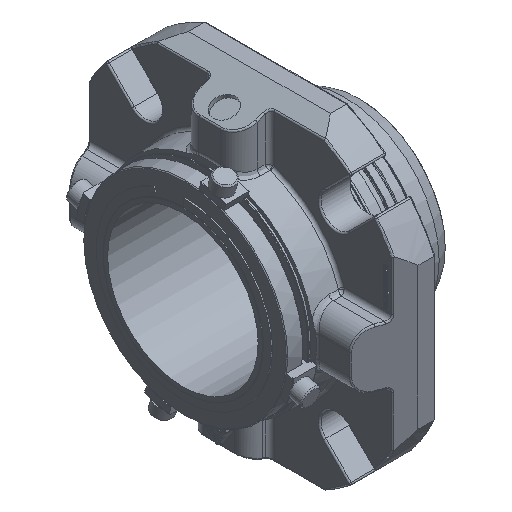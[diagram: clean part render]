
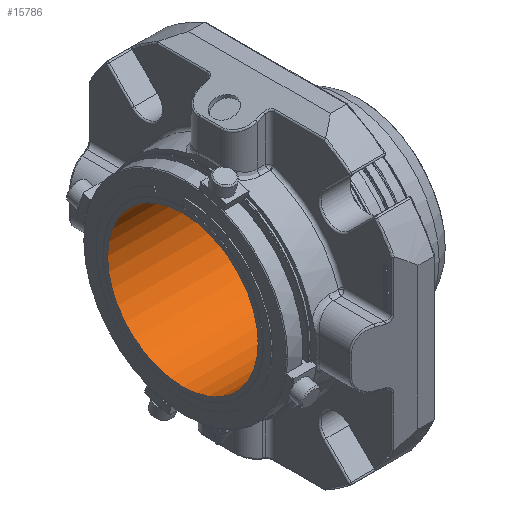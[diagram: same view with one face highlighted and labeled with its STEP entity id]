
A CAD part, isometric view. The second image highlights one B-rep face of the part: STEP entity #15786.
In plain terms, the highlighted cylindrical face has radius 49.212 mm (diameter 98.425 mm), a full revolution.
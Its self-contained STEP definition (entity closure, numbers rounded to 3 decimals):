
#3422=ORIENTED_EDGE('',*,*,#8382,.T.);
#3423=ORIENTED_EDGE('',*,*,#8383,.T.);
#8382=EDGE_CURVE('',#10862,#10862,#12442,.F.);
#8383=EDGE_CURVE('',#10863,#10863,#12443,.F.);
#10862=VERTEX_POINT('',#22709);
#10863=VERTEX_POINT('',#22711);
#12442=CIRCLE('',#16794,49.213);
#12443=CIRCLE('',#16795,49.213);
#13244=EDGE_LOOP('',(#3422));
#13245=EDGE_LOOP('',(#3423));
#14356=FACE_BOUND('',#13244,.T.);
#14357=FACE_BOUND('',#13245,.T.);
#15468=CYLINDRICAL_SURFACE('',#16793,49.213);
#15786=ADVANCED_FACE('',(#14356,#14357),#15468,.F.);
#16793=AXIS2_PLACEMENT_3D('',#22707,#18416,#18417);
#16794=AXIS2_PLACEMENT_3D('',#22708,#18418,#18419);
#16795=AXIS2_PLACEMENT_3D('',#22710,#18420,#18421);
#18416=DIRECTION('',(-1.,0.,0.));
#18417=DIRECTION('',(0.,0.,1.));
#18418=DIRECTION('',(1.,0.,0.));
#18419=DIRECTION('',(0.,1.,0.));
#18420=DIRECTION('',(-1.,0.,0.));
#18421=DIRECTION('',(0.,-1.,0.));
#22707=CARTESIAN_POINT('',(145.503,0.,0.));
#22708=CARTESIAN_POINT('',(-104.927,0.,0.));
#22709=CARTESIAN_POINT('',(-104.927,49.213,0.));
#22710=CARTESIAN_POINT('',(10.998,0.,0.));
#22711=CARTESIAN_POINT('',(10.998,-49.213,0.));
